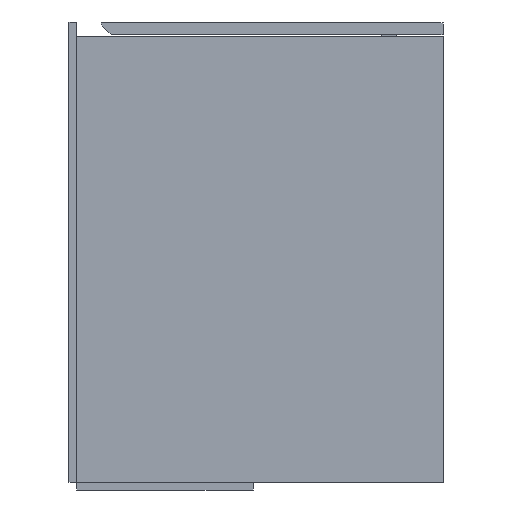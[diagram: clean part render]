
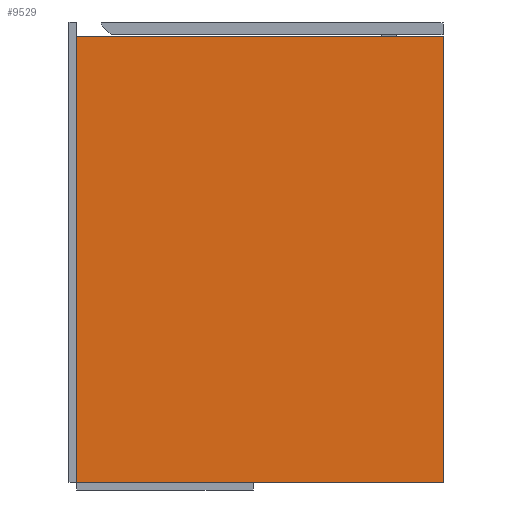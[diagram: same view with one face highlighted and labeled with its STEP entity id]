
A CAD part, left-side view. The second image highlights one B-rep face of the part: STEP entity #9529.
In plain terms, the highlighted planar face has unit normal (-1, 0, 0).
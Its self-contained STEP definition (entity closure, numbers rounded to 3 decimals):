
#406 = ORIENTED_EDGE ( 'NONE', *, *, #8014, .T. ) ;
#603 = DIRECTION ( 'NONE',  ( 1., 0., 0. ) ) ;
#798 = LINE ( 'NONE', #3545, #10675 ) ;
#883 = VERTEX_POINT ( 'NONE', #9841 ) ;
#1100 = ORIENTED_EDGE ( 'NONE', *, *, #10271, .T. ) ;
#1430 = DIRECTION ( 'NONE',  ( 0., 0., -1. ) ) ;
#1713 = CARTESIAN_POINT ( 'NONE',  ( 2., 0., -470. ) ) ;
#1924 = VERTEX_POINT ( 'NONE', #5240 ) ;
#1955 = EDGE_CURVE ( 'NONE', #1924, #7025, #8965, .T. ) ;
#2089 = CARTESIAN_POINT ( 'NONE',  ( 2., 374., -470. ) ) ;
#3545 = CARTESIAN_POINT ( 'NONE',  ( 2., 829.397, -470. ) ) ;
#4029 = EDGE_CURVE ( 'NONE', #883, #1924, #6785, .T. ) ;
#4402 = EDGE_LOOP ( 'NONE', ( #7617, #1100, #406, #9352 ) ) ;
#4512 = VERTEX_POINT ( 'NONE', #7433 ) ;
#5240 = CARTESIAN_POINT ( 'NONE',  ( 2., 374., -15. ) ) ;
#5646 = CARTESIAN_POINT ( 'NONE',  ( 2., 0., -15. ) ) ;
#6183 = DIRECTION ( 'NONE',  ( 0., 0., 1. ) ) ;
#6285 = CARTESIAN_POINT ( 'NONE',  ( 2., 829.397, -15. ) ) ;
#6597 = VECTOR ( 'NONE', #9466, 1000. ) ;
#6779 = CARTESIAN_POINT ( 'NONE',  ( 2., 829.397, -470. ) ) ;
#6785 = LINE ( 'NONE', #2089, #6597 ) ;
#7025 = VERTEX_POINT ( 'NONE', #5646 ) ;
#7433 = CARTESIAN_POINT ( 'NONE',  ( 2., 0., -470. ) ) ;
#7617 = ORIENTED_EDGE ( 'NONE', *, *, #4029, .F. ) ;
#7661 = VECTOR ( 'NONE', #9928, 1000. ) ;
#7966 = VECTOR ( 'NONE', #6183, 1000. ) ;
#7984 = AXIS2_PLACEMENT_3D ( 'NONE', #6779, #603, #1430 ) ;
#8014 = EDGE_CURVE ( 'NONE', #4512, #7025, #8730, .T. ) ;
#8225 = DIRECTION ( 'NONE',  ( 0., -1., 0. ) ) ;
#8730 = LINE ( 'NONE', #1713, #7966 ) ;
#8811 = PLANE ( 'NONE',  #7984 ) ;
#8965 = LINE ( 'NONE', #6285, #7661 ) ;
#9352 = ORIENTED_EDGE ( 'NONE', *, *, #1955, .F. ) ;
#9466 = DIRECTION ( 'NONE',  ( 0., 0., 1. ) ) ;
#9529 = ADVANCED_FACE ( 'NONE', ( #10548 ), #8811, .F. ) ;
#9841 = CARTESIAN_POINT ( 'NONE',  ( 2., 374., -470. ) ) ;
#9928 = DIRECTION ( 'NONE',  ( 0., -1., 0. ) ) ;
#10271 = EDGE_CURVE ( 'NONE', #883, #4512, #798, .T. ) ;
#10548 = FACE_OUTER_BOUND ( 'NONE', #4402, .T. ) ;
#10675 = VECTOR ( 'NONE', #8225, 1000. ) ;
